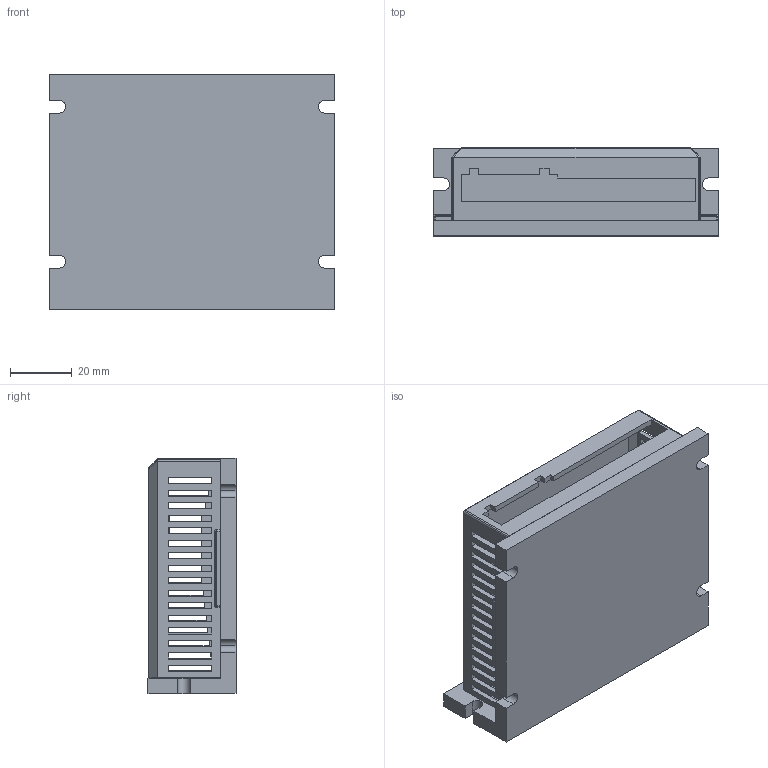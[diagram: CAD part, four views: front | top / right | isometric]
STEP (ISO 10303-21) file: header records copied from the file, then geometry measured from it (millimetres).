
FILE_DESCRIPTION (( 'STEP AP214' ), '1' );
FILE_NAME ('STP-DRV-80100.STEP', '2014-09-23T17:07:23', ( '' ), ( '' ), 'SwSTEP 2.0', 'SolidWorks 2014', '' );
FILE_SCHEMA (( 'AUTOMOTIVE_DESIGN' ));
Length unit declared in the file: inch
Products named in the file (1): STP-DRV-80100
Bounding box: 92.71 x 28.57 x 76.28 mm (x, y, z)
Volume: 60536 mm3; surface area: 39255.2 mm2
Topology: 1 solids, 1 shells, 235 faces, 704 edges, 458 vertices
Faces by surface type: plane 178, cylinder 51, sphere 6
Entity records: 7922 total; most frequent: CARTESIAN_POINT 1416, ORIENTED_EDGE 1396, DIRECTION 1256, EDGE_CURVE 698, LINE 596, VECTOR 596, VERTEX_POINT 458, AXIS2_PLACEMENT_3D 330
